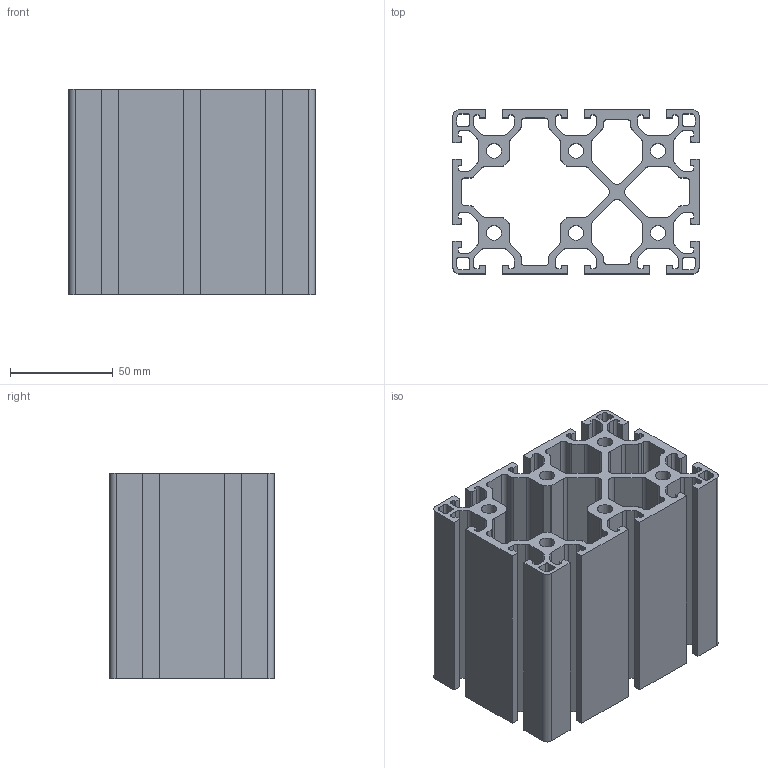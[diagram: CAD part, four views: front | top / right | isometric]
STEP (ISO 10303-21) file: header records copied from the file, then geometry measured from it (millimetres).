
FILE_DESCRIPTION(/* description */ ('Profil 120x80 lehký'),/* implementation_level */ '2;1');
FILE_NAME(/* name */ '108013.stp',/* time_stamp */ '2014-07-30T12:25:48+02:00',/* author */ ('Veronikaf'),/* organization */ (''),/* preprocessor_version */ 'ST-DEVELOPER v15.2',/* originating_system */ 'Autodesk Inventor 2014',/* authorisation */ '');
FILE_SCHEMA (('AUTOMOTIVE_DESIGN { 1 0 10303 214 3 1 1 }'));
Length unit declared in the file: millimetre
Products named in the file (1): _108013_001
Bounding box: 120 x 80 x 100 mm (x, y, z)
Volume: 295809.4 mm3; surface area: 166502.4 mm2
Topology: 1 solids, 1 shells, 400 faces, 1194 edges, 796 vertices
Faces by surface type: plane 218, cylinder 182
Full cylindrical faces by diameter (mm): 7.4 x6
Entity records: 13572 total; most frequent: CARTESIAN_POINT 2385, ORIENTED_EDGE 2376, DIRECTION 2354, EDGE_CURVE 1188, LINE 824, VECTOR 824, VERTEX_POINT 796, AXIS2_PLACEMENT_3D 765
